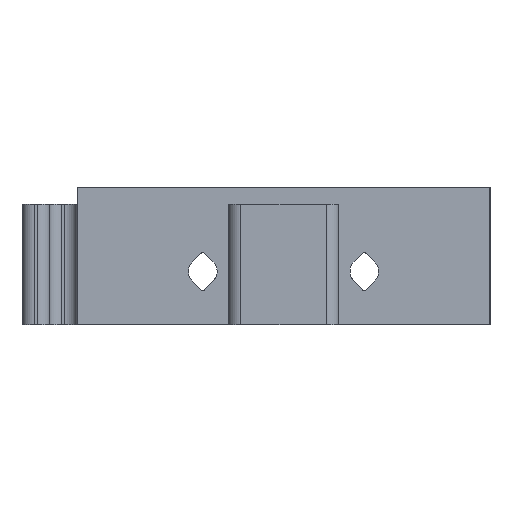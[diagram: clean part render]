
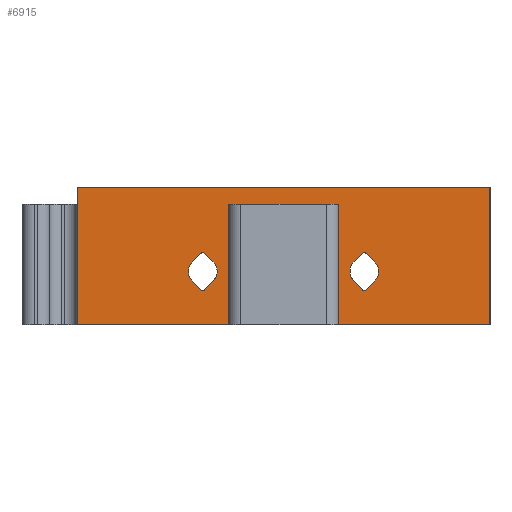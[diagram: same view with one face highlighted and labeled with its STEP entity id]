
A CAD part, left-side view. The second image highlights one B-rep face of the part: STEP entity #6915.
In plain terms, the highlighted planar face has unit normal (-1, 0, 0).
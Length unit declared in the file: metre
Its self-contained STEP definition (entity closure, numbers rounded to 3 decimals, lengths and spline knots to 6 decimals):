
#226=CIRCLE('',#7439,0.002075);
#227=CIRCLE('',#7440,0.0004);
#228=CIRCLE('',#7441,0.002075);
#229=CIRCLE('',#7442,0.0004);
#230=CIRCLE('',#7443,0.002075);
#231=CIRCLE('',#7444,0.0004);
#232=CIRCLE('',#7445,0.002075);
#233=CIRCLE('',#7446,0.0004);
#1068=ORIENTED_EDGE('',*,*,#3124,.T.);
#1069=ORIENTED_EDGE('',*,*,#2842,.F.);
#1070=ORIENTED_EDGE('',*,*,#3125,.T.);
#1071=ORIENTED_EDGE('',*,*,#2653,.T.);
#1072=ORIENTED_EDGE('',*,*,#3126,.T.);
#1073=ORIENTED_EDGE('',*,*,#2858,.F.);
#1074=ORIENTED_EDGE('',*,*,#3127,.F.);
#1075=ORIENTED_EDGE('',*,*,#3128,.F.);
#1076=ORIENTED_EDGE('',*,*,#3129,.F.);
#1077=ORIENTED_EDGE('',*,*,#3130,.F.);
#1078=ORIENTED_EDGE('',*,*,#3131,.F.);
#1079=ORIENTED_EDGE('',*,*,#3132,.F.);
#1080=ORIENTED_EDGE('',*,*,#3133,.T.);
#1081=ORIENTED_EDGE('',*,*,#3134,.F.);
#1082=ORIENTED_EDGE('',*,*,#3135,.T.);
#1083=ORIENTED_EDGE('',*,*,#3136,.F.);
#1084=ORIENTED_EDGE('',*,*,#3137,.F.);
#1085=ORIENTED_EDGE('',*,*,#3138,.F.);
#1086=ORIENTED_EDGE('',*,*,#3139,.F.);
#1087=ORIENTED_EDGE('',*,*,#3140,.F.);
#1088=ORIENTED_EDGE('',*,*,#3141,.T.);
#1089=ORIENTED_EDGE('',*,*,#3142,.F.);
#1090=ORIENTED_EDGE('',*,*,#3143,.T.);
#1091=ORIENTED_EDGE('',*,*,#3144,.F.);
#2653=EDGE_CURVE('',#3722,#3721,#4419,.F.);
#2842=EDGE_CURVE('',#3886,#3887,#4561,.F.);
#2858=EDGE_CURVE('',#3902,#3903,#4569,.F.);
#3124=EDGE_CURVE('',#4112,#3887,#4723,.F.);
#3125=EDGE_CURVE('',#3886,#3722,#4724,.T.);
#3126=EDGE_CURVE('',#3721,#3903,#4725,.T.);
#3127=EDGE_CURVE('',#4113,#3902,#4726,.T.);
#3128=EDGE_CURVE('',#4112,#4113,#4727,.F.);
#3129=EDGE_CURVE('',#4114,#4115,#4728,.T.);
#3130=EDGE_CURVE('',#4116,#4114,#226,.T.);
#3131=EDGE_CURVE('',#4117,#4116,#4729,.T.);
#3132=EDGE_CURVE('',#4118,#4117,#227,.T.);
#3133=EDGE_CURVE('',#4118,#4119,#4730,.T.);
#3134=EDGE_CURVE('',#4120,#4119,#228,.T.);
#3135=EDGE_CURVE('',#4120,#4121,#4731,.T.);
#3136=EDGE_CURVE('',#4115,#4121,#229,.T.);
#3137=EDGE_CURVE('',#4122,#4123,#4732,.T.);
#3138=EDGE_CURVE('',#4124,#4122,#230,.T.);
#3139=EDGE_CURVE('',#4125,#4124,#4733,.T.);
#3140=EDGE_CURVE('',#4126,#4125,#231,.T.);
#3141=EDGE_CURVE('',#4126,#4127,#4734,.T.);
#3142=EDGE_CURVE('',#4128,#4127,#232,.T.);
#3143=EDGE_CURVE('',#4128,#4129,#4735,.T.);
#3144=EDGE_CURVE('',#4123,#4129,#233,.T.);
#3721=VERTEX_POINT('',#9495);
#3722=VERTEX_POINT('',#9497);
#3886=VERTEX_POINT('',#9928);
#3887=VERTEX_POINT('',#9930);
#3902=VERTEX_POINT('',#9960);
#3903=VERTEX_POINT('',#9962);
#4112=VERTEX_POINT('',#10550);
#4113=VERTEX_POINT('',#10554);
#4114=VERTEX_POINT('',#10557);
#4115=VERTEX_POINT('',#10558);
#4116=VERTEX_POINT('',#10560);
#4117=VERTEX_POINT('',#10562);
#4118=VERTEX_POINT('',#10564);
#4119=VERTEX_POINT('',#10566);
#4120=VERTEX_POINT('',#10568);
#4121=VERTEX_POINT('',#10570);
#4122=VERTEX_POINT('',#10573);
#4123=VERTEX_POINT('',#10574);
#4124=VERTEX_POINT('',#10576);
#4125=VERTEX_POINT('',#10578);
#4126=VERTEX_POINT('',#10580);
#4127=VERTEX_POINT('',#10582);
#4128=VERTEX_POINT('',#10584);
#4129=VERTEX_POINT('',#10586);
#4419=LINE('',#9496,#5133);
#4561=LINE('',#9929,#5275);
#4569=LINE('',#9961,#5283);
#4723=LINE('',#10549,#5437);
#4724=LINE('',#10551,#5438);
#4725=LINE('',#10552,#5439);
#4726=LINE('',#10553,#5440);
#4727=LINE('',#10555,#5441);
#4728=LINE('',#10556,#5442);
#4729=LINE('',#10561,#5443);
#4730=LINE('',#10565,#5444);
#4731=LINE('',#10569,#5445);
#4732=LINE('',#10572,#5446);
#4733=LINE('',#10577,#5447);
#4734=LINE('',#10581,#5448);
#4735=LINE('',#10585,#5449);
#5133=VECTOR('',#7758,1.);
#5275=VECTOR('',#8026,1.);
#5283=VECTOR('',#8050,1.);
#5437=VECTOR('',#8454,1.);
#5438=VECTOR('',#8455,1.);
#5439=VECTOR('',#8456,1.);
#5440=VECTOR('',#8457,1.);
#5441=VECTOR('',#8458,1.);
#5442=VECTOR('',#8459,1.);
#5443=VECTOR('',#8462,1.);
#5444=VECTOR('',#8465,1.);
#5445=VECTOR('',#8468,1.);
#5446=VECTOR('',#8471,1.);
#5447=VECTOR('',#8474,1.);
#5448=VECTOR('',#8477,1.);
#5449=VECTOR('',#8480,1.);
#5932=EDGE_LOOP('',(#1068,#1069,#1070,#1071,#1072,#1073,#1074,#1075));
#5933=EDGE_LOOP('',(#1076,#1077,#1078,#1079,#1080,#1081,#1082,#1083));
#5934=EDGE_LOOP('',(#1084,#1085,#1086,#1087,#1088,#1089,#1090,#1091));
#6324=FACE_BOUND('',#5932,.T.);
#6325=FACE_BOUND('',#5933,.T.);
#6326=FACE_BOUND('',#5934,.T.);
#6672=PLANE('',#7438);
#6915=ADVANCED_FACE('',(#6324,#6325,#6326),#6672,.T.);
#7438=AXIS2_PLACEMENT_3D('',#10548,#8452,#8453);
#7439=AXIS2_PLACEMENT_3D('',#10559,#8460,#8461);
#7440=AXIS2_PLACEMENT_3D('',#10563,#8463,#8464);
#7441=AXIS2_PLACEMENT_3D('',#10567,#8466,#8467);
#7442=AXIS2_PLACEMENT_3D('',#10571,#8469,#8470);
#7443=AXIS2_PLACEMENT_3D('',#10575,#8472,#8473);
#7444=AXIS2_PLACEMENT_3D('',#10579,#8475,#8476);
#7445=AXIS2_PLACEMENT_3D('',#10583,#8478,#8479);
#7446=AXIS2_PLACEMENT_3D('',#10587,#8481,#8482);
#7758=DIRECTION('',(0.,-1.,0.));
#8026=DIRECTION('',(0.,-1.,0.));
#8050=DIRECTION('',(0.,-1.,0.));
#8452=DIRECTION('',(-1.,0.,0.));
#8453=DIRECTION('',(0.,-1.,0.));
#8454=DIRECTION('',(0.,0.,1.));
#8455=DIRECTION('',(0.,0.,1.));
#8456=DIRECTION('',(0.,0.,-1.));
#8457=DIRECTION('',(0.,0.,-1.));
#8458=DIRECTION('',(0.,-1.,0.));
#8459=DIRECTION('',(0.,-0.707,-0.707));
#8460=DIRECTION('',(-1.,0.,0.));
#8461=DIRECTION('',(0.,-1.,0.));
#8462=DIRECTION('',(0.,0.707,-0.707));
#8463=DIRECTION('',(-1.,0.,0.));
#8464=DIRECTION('',(0.,-1.,0.));
#8465=DIRECTION('',(0.,-0.707,-0.707));
#8466=DIRECTION('',(-1.,0.,0.));
#8467=DIRECTION('',(0.,-1.,0.));
#8468=DIRECTION('',(0.,0.707,-0.707));
#8469=DIRECTION('',(-1.,0.,0.));
#8470=DIRECTION('',(0.,-1.,0.));
#8471=DIRECTION('',(0.,-0.707,-0.707));
#8472=DIRECTION('',(-1.,0.,0.));
#8473=DIRECTION('',(0.,-1.,0.));
#8474=DIRECTION('',(0.,0.707,-0.707));
#8475=DIRECTION('',(-1.,0.,0.));
#8476=DIRECTION('',(0.,-1.,0.));
#8477=DIRECTION('',(0.,-0.707,-0.707));
#8478=DIRECTION('',(-1.,0.,0.));
#8479=DIRECTION('',(0.,-1.,0.));
#8480=DIRECTION('',(0.,0.707,-0.707));
#8481=DIRECTION('',(-1.,0.,0.));
#8482=DIRECTION('',(0.,-1.,0.));
#9495=CARTESIAN_POINT('',(1.410025,0.57,0.38));
#9496=CARTESIAN_POINT('',(1.410025,0.762111,0.38));
#9497=CARTESIAN_POINT('',(1.410025,0.51,0.38));
#9928=CARTESIAN_POINT('',(1.410025,0.51,0.36));
#9929=CARTESIAN_POINT('',(1.410025,0.462111,0.36));
#9930=CARTESIAN_POINT('',(1.410025,0.534222,0.36));
#9960=CARTESIAN_POINT('',(1.410025,0.545778,0.36));
#9961=CARTESIAN_POINT('',(1.410025,0.582111,0.36));
#9962=CARTESIAN_POINT('',(1.410025,0.57,0.36));
#10548=CARTESIAN_POINT('',(1.410025,0.762111,0.38));
#10549=CARTESIAN_POINT('',(1.410025,0.534222,0.38));
#10550=CARTESIAN_POINT('',(1.410025,0.534222,0.3775));
#10551=CARTESIAN_POINT('',(1.410025,0.51,0.38));
#10552=CARTESIAN_POINT('',(1.410025,0.57,0.38));
#10553=CARTESIAN_POINT('',(1.410025,0.545778,0.38));
#10554=CARTESIAN_POINT('',(1.410025,0.545778,0.3775));
#10555=CARTESIAN_POINT('',(1.410025,0.462111,0.3775));
#10556=CARTESIAN_POINT('',(1.410025,0.652789,0.489322));
#10557=CARTESIAN_POINT('',(1.410025,0.529734,0.366266));
#10558=CARTESIAN_POINT('',(1.410025,0.528549,0.365082));
#10559=CARTESIAN_POINT('',(1.410025,0.528267,0.367733));
#10560=CARTESIAN_POINT('',(1.410025,0.529734,0.369201));
#10561=CARTESIAN_POINT('',(1.410025,0.640523,0.258412));
#10562=CARTESIAN_POINT('',(1.410025,0.528549,0.370385));
#10563=CARTESIAN_POINT('',(1.410025,0.528267,0.370102));
#10564=CARTESIAN_POINT('',(1.410025,0.527984,0.370385));
#10565=CARTESIAN_POINT('',(1.410025,0.649855,0.492256));
#10566=CARTESIAN_POINT('',(1.410025,0.526799,0.369201));
#10567=CARTESIAN_POINT('',(1.410025,0.528267,0.367733));
#10568=CARTESIAN_POINT('',(1.410025,0.526799,0.366266));
#10569=CARTESIAN_POINT('',(1.410025,0.637588,0.255477));
#10570=CARTESIAN_POINT('',(1.410025,0.527984,0.365082));
#10571=CARTESIAN_POINT('',(1.410025,0.528267,0.365365));
#10572=CARTESIAN_POINT('',(1.410025,0.664523,0.477588));
#10573=CARTESIAN_POINT('',(1.410025,0.553201,0.366266));
#10574=CARTESIAN_POINT('',(1.410025,0.552016,0.365082));
#10575=CARTESIAN_POINT('',(1.410025,0.551733,0.367733));
#10576=CARTESIAN_POINT('',(1.410025,0.553201,0.369201));
#10577=CARTESIAN_POINT('',(1.410025,0.652256,0.270145));
#10578=CARTESIAN_POINT('',(1.410025,0.552016,0.370385));
#10579=CARTESIAN_POINT('',(1.410025,0.551733,0.370102));
#10580=CARTESIAN_POINT('',(1.410025,0.551451,0.370385));
#10581=CARTESIAN_POINT('',(1.410025,0.661588,0.480523));
#10582=CARTESIAN_POINT('',(1.410025,0.550266,0.369201));
#10583=CARTESIAN_POINT('',(1.410025,0.551733,0.367733));
#10584=CARTESIAN_POINT('',(1.410025,0.550266,0.366266));
#10585=CARTESIAN_POINT('',(1.410025,0.649322,0.267211));
#10586=CARTESIAN_POINT('',(1.410025,0.551451,0.365082));
#10587=CARTESIAN_POINT('',(1.410025,0.551733,0.365365));
